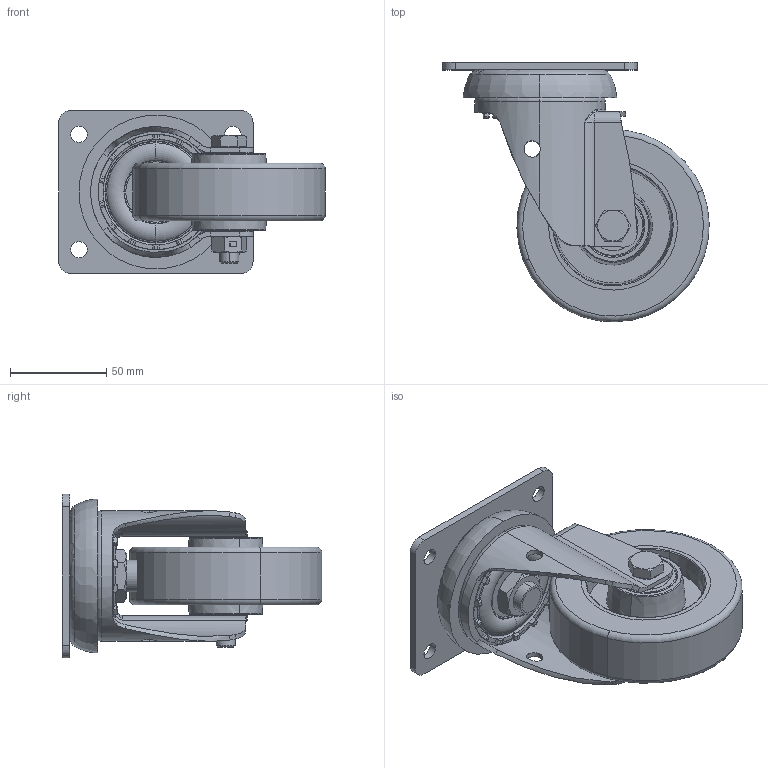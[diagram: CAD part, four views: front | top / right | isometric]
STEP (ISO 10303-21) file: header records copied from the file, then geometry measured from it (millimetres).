
FILE_DESCRIPTION (( 'STEP AP214' ), '1' );
FILE_NAME ('0047412_L-IHB-EPUA-100-K-3_(A-01).step', '2019-08-08T09:28:08', ( 'Windows-Benutzer' ), ( '' ), 'SwSTEP 2.0', 'SolidWorks 2018', '' );
FILE_SCHEMA (( 'AUTOMOTIVE_DESIGN' ));
Length unit declared in the file: millimetre
Products named in the file (1): 0047412_L-IHB-EPUA-100-K-3_(A-01)
Bounding box: 138.48 x 134.99 x 85 mm (x, y, z)
Surface area: 99604.2 mm2 (no closed solid volume)
Topology: 0 solids, 14 shells, 415 faces, 996 edges, 616 vertices
Faces by surface type: plane 153, cylinder 133, torus 65, cone 42, bspline 22
Entity records: 18871 total; most frequent: CARTESIAN_POINT 4713, DIRECTION 1996, ORIENTED_EDGE 1964, EDGE_CURVE 996, AXIS2_PLACEMENT_3D 816, VERTEX_POINT 616, EDGE_LOOP 462, UNCERTAINTY_MEASURE_WITH_UNIT 423
